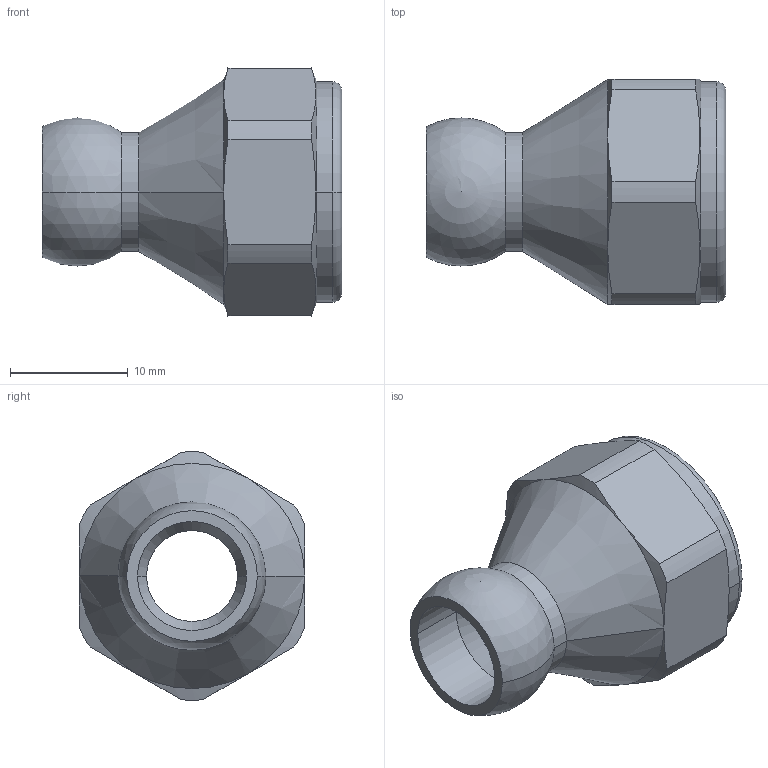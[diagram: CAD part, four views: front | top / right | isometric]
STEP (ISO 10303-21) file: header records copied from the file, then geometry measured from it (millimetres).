
FILE_DESCRIPTION (( 'STEP AP203' ), '1' );
FILE_NAME ('1-4 X 3-8 SAE Flare Nut Adapter.STEP', '2005-02-04T23:01:06', ( 'mark lockwood' ), ( 'lockwood products inc.' ), 'SwSTEP 2.0', 'SolidWorks 2004146', '' );
FILE_SCHEMA (( 'CONFIG_CONTROL_DESIGN' ));
Length unit declared in the file: inch
Products named in the file (1): 1-4 X 3-8 SAE Flare Nut Adapter
Bounding box: 25.4 x 19.1 x 21.08 mm (x, y, z)
Volume: 2140.3 mm3; surface area: 2713.6 mm2
Topology: 1 solids, 1 shells, 79 faces, 215 edges, 136 vertices
Faces by surface type: cylinder 40, cone 17, bspline 10, plane 8, torus 2, sphere 2
Entity records: 4640 total; most frequent: CARTESIAN_POINT 2842, ORIENTED_EDGE 420, DIRECTION 305, EDGE_CURVE 210, VERTEX_POINT 133, AXIS2_PLACEMENT_3D 125, EDGE_LOOP 81, ADVANCED_FACE 79
